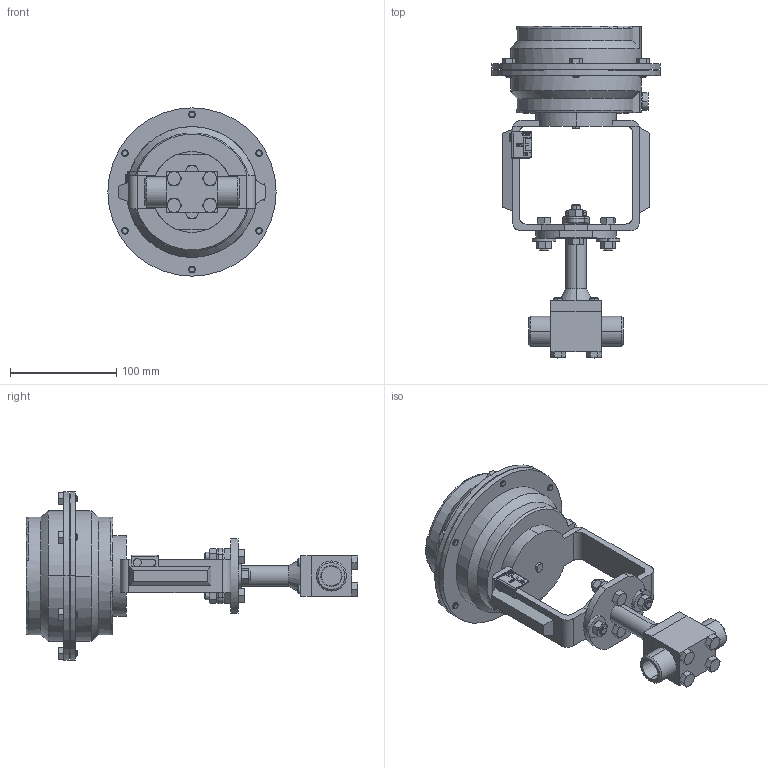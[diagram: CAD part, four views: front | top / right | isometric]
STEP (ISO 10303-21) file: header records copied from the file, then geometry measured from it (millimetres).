
FILE_DESCRIPTION (( 'STEP AP203' ), '1' );
FILE_NAME ('708-050-CB+HC+SB+A2-PT-14M.STEP', '2017-09-13T15:03:43', ( '' ), ( '' ), 'SwSTEP 2.0', 'SolidWorks 2014', '' );
FILE_SCHEMA (( 'CONFIG_CONTROL_DESIGN' ));
Length unit declared in the file: inch
Products named in the file (1): 708-050-CB+HC+SB+A2-PT-14M
Bounding box: 158.75 x 312.98 x 158.75 mm (x, y, z)
Volume: 1323734.4 mm3; surface area: 144205.1 mm2
Topology: 1 solids, 1 shells, 676 faces, 1620 edges, 1004 vertices
Faces by surface type: plane 308, cone 177, cylinder 113, bspline 60, torus 18
Entity records: 26970 total; most frequent: CARTESIAN_POINT 11886, ORIENTED_EDGE 3240, DIRECTION 2872, EDGE_CURVE 1620, AXIS2_PLACEMENT_3D 1057, VERTEX_POINT 1004, LINE 758, VECTOR 758
